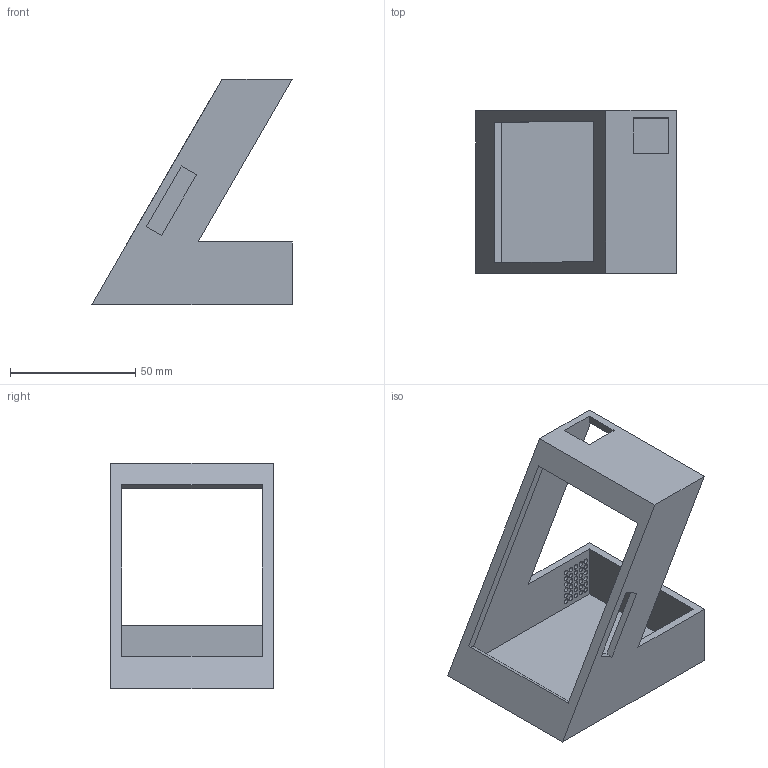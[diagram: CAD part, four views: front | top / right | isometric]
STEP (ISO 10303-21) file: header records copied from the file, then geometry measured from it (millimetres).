
FILE_DESCRIPTION(('FreeCAD Model'),'2;1');
FILE_NAME('Open CASCADE Shape Model','2025-01-29T20:20:12',(''),(''), 'Open CASCADE STEP processor 7.8','FreeCAD','Unknown');
FILE_SCHEMA(('AUTOMOTIVE_DESIGN { 1 0 10303 214 1 1 1 1 }'));
Length unit declared in the file: millimetre
Products named in the file (1): Body
Bounding box: 80 x 65 x 90 mm (x, y, z)
Volume: 47158.3 mm3; surface area: 34313.8 mm2
Topology: 1 solids, 1 shells, 55 faces, 162 edges, 108 vertices
Faces by surface type: cylinder 30, plane 25
Full cylindrical faces by diameter (mm): 2 x30
Entity records: 2010 total; most frequent: DIRECTION 334, CARTESIAN_POINT 326, ORIENTED_EDGE 324, EDGE_CURVE 162, FACE_BOUND 120, EDGE_LOOP 120, AXIS2_PLACEMENT_3D 116, VERTEX_POINT 108
